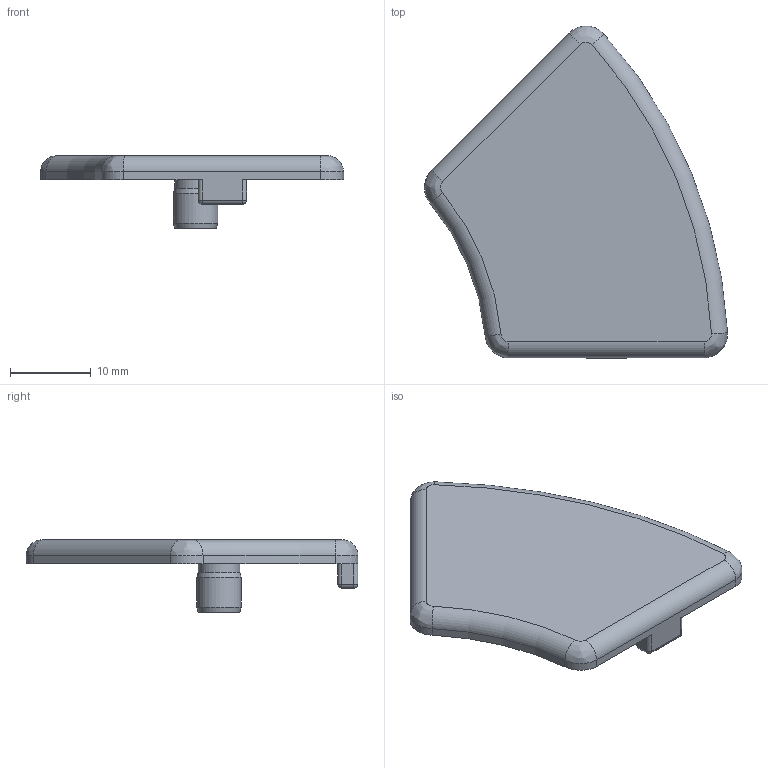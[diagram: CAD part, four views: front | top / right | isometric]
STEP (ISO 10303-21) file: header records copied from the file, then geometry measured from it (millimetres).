
FILE_DESCRIPTION(/* description */ (''),/* implementation_level */ '2;1');
FILE_NAME(/* name */ '223045R.stp',/* time_stamp */ '2020-01-07T15:47:06+01:00',/* author */ ('Spacek'),/* organization */ ('Alutec K&K'),/* preprocessor_version */ 'ST-DEVELOPER v17',/* originating_system */ 'Autodesk Inventor 2018',/* authorisation */ '');
FILE_SCHEMA (('AUTOMOTIVE_DESIGN { 1 0 10303 214 3 1 1 }'));
Length unit declared in the file: millimetre
Products named in the file (1): 223045R
Bounding box: 37.56 x 41.12 x 9 mm (x, y, z)
Volume: 3210 mm3; surface area: 2549.4 mm2
Topology: 1 solids, 1 shells, 42 faces, 101 edges, 62 vertices
Faces by surface type: cylinder 19, plane 10, sphere 4, bspline 4, cone 3, torus 2
Full cylindrical faces by diameter (mm): 3 x1, 5.135 x1, 5.5 x1
Entity records: 1399 total; most frequent: CARTESIAN_POINT 354, DIRECTION 229, ORIENTED_EDGE 200, EDGE_CURVE 100, AXIS2_PLACEMENT_3D 93, VERTEX_POINT 62, CIRCLE 53, EDGE_LOOP 44
